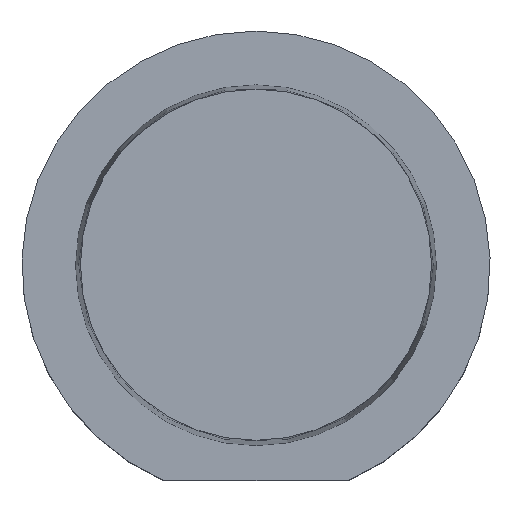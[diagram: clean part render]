
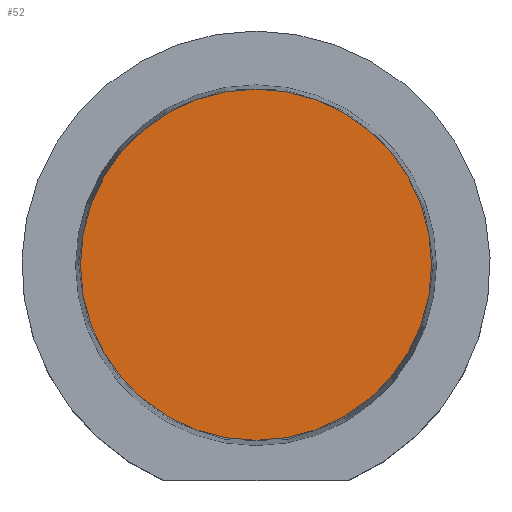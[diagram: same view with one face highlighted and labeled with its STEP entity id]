
A CAD part, top view. The second image highlights one B-rep face of the part: STEP entity #52.
In plain terms, the highlighted planar face has unit normal (0, 0, 1).
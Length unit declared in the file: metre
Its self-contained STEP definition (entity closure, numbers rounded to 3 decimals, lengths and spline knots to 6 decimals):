
#52 = ADVANCED_FACE( '', ( #110 ), #111, .T. );
#110 = FACE_OUTER_BOUND( '', #177, .T. );
#111 = PLANE( '', #178 );
#177 = EDGE_LOOP( '', ( #253 ) );
#178 = AXIS2_PLACEMENT_3D( '', #254, #255, #256 );
#253 = ORIENTED_EDGE( '', *, *, #324, .T. );
#254 = CARTESIAN_POINT( '', ( 0., 0.000241, 0.012802 ) );
#255 = DIRECTION( '', ( 0., 0., 1. ) );
#256 = DIRECTION( '', ( 1., 0., 0. ) );
#324 = EDGE_CURVE( '', #363, #363, #364, .T. );
#363 = VERTEX_POINT( '', #415 );
#364 = CIRCLE( '', #416, 0.004496 );
#415 = CARTESIAN_POINT( '', ( 0.004496, 0., 0.012802 ) );
#416 = AXIS2_PLACEMENT_3D( '', #465, #466, #467 );
#465 = CARTESIAN_POINT( '', ( 0., 0., 0.012802 ) );
#466 = DIRECTION( '', ( 0., 0., 1. ) );
#467 = DIRECTION( '', ( 1., 0., 0. ) );
